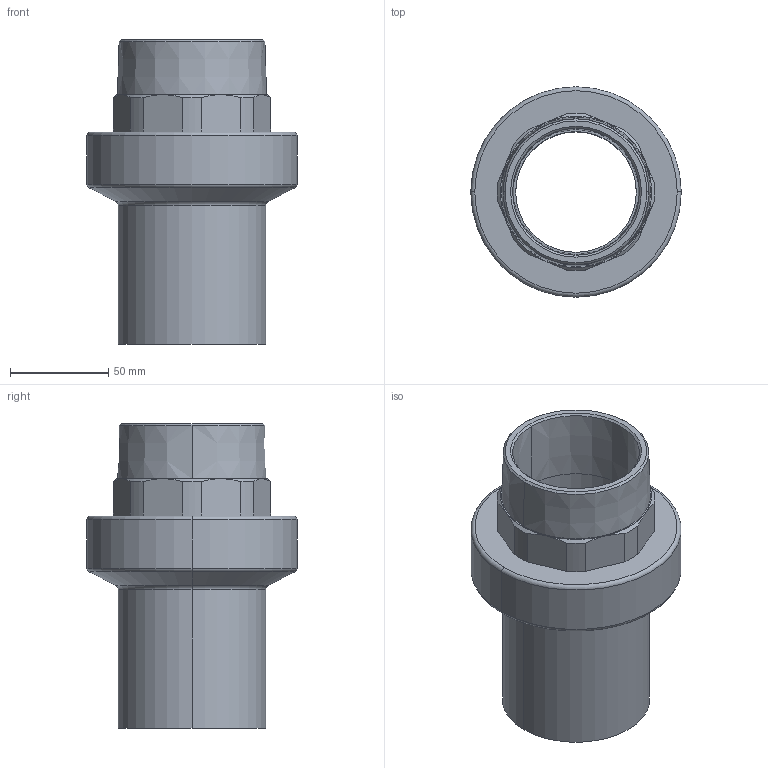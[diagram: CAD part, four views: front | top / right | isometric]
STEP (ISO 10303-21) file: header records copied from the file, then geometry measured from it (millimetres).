
FILE_DESCRIPTION((''),'2;1');
FILE_NAME('C020100064','2017-04-18T',('Stefano'),(''),'PRO/ENGINEER BY PARAMETRIC TECHNOLOGY CORPORATION, 2012130','PRO/ENGINEER BY PARAMETRIC TECHNOLOGY CORPORATION, 2012130','');
FILE_SCHEMA(('CONFIG_CONTROL_DESIGN'));
Length unit declared in the file: millimetre
Products named in the file (1): C020100064
Bounding box: 107 x 107 x 155 mm (x, y, z)
Volume: 364863.4 mm3; surface area: 79484.2 mm2
Topology: 1 solids, 1 shells, 53 faces, 122 edges, 74 vertices
Faces by surface type: cone 18, cylinder 16, plane 13, torus 6
Entity records: 1582 total; most frequent: CARTESIAN_POINT 317, DIRECTION 276, ORIENTED_EDGE 244, EDGE_CURVE 122, AXIS2_PLACEMENT_3D 117, VERTEX_POINT 74, CIRCLE 64, EDGE_LOOP 58
